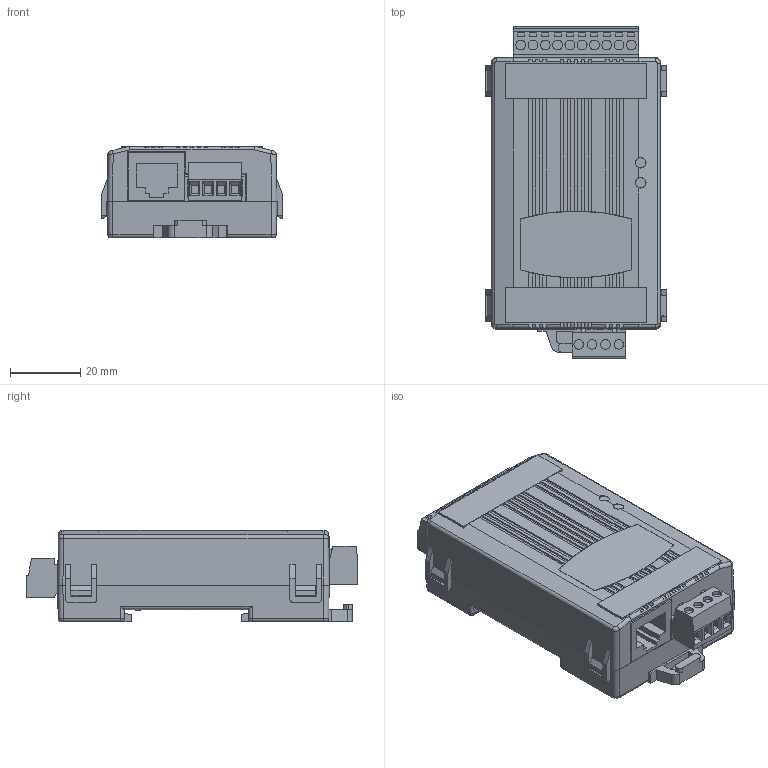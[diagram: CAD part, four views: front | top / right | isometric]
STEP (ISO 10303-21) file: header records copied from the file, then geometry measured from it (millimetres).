
FILE_DESCRIPTION (( 'STEP AP203' ), '1' );
FILE_NAME ('tGW-715i-T.STEP', '2023-03-06T06:44:56', ( 'Windows 使用者' ), ( '' ), 'SwSTEP 2.0', 'SolidWorks 2020', '' );
FILE_SCHEMA (( 'CONFIG_CONTROL_DESIGN' ));
Length unit declared in the file: millimetre
Products named in the file (14): TNS-200IN_PCB; MC420-35010_90; VD-043130000AG; tds-03.sldasm-Part-2; tGW-715i-T; tSL-PA4R1_PCB; VE-043131000AG; ME030-35010; VD-043130000AG_90D; tds-03.sldasm-Part-1; MC420-35010; 2DJ029; 導光柱; 4SIV1W0000010
Assembly tree (14 placements, depth 4):
  tGW-715i-T
    tSL-PA4R1_PCB
      TNS-200IN_PCB
      2DJ029
      VD-043130000AG_90D
        VE-043131000AG
        VD-043130000AG
      MC420-35010_90
        ME030-35010
        MC420-35010
    tds-03.sldasm-Part-1
    tds-03.sldasm-Part-2
    4SIV1W0000010
    導光柱  x2
Bounding box: 51.6 x 94.6 x 26.2 mm (x, y, z)
Volume: 38779.2 mm3; surface area: 47388 mm2
Topology: 11 solids, 11 shells, 1580 faces, 4024 edges, 2574 vertices
Faces by surface type: plane 1384, cylinder 156, sphere 16, torus 8, cone 8, bspline 8
Entity records: 48238 total; most frequent: CARTESIAN_POINT 8643, ORIENTED_EDGE 8024, DIRECTION 7492, EDGE_CURVE 4012, LINE 3542, VECTOR 3542, VERTEX_POINT 2566, AXIS2_PLACEMENT_3D 1975
